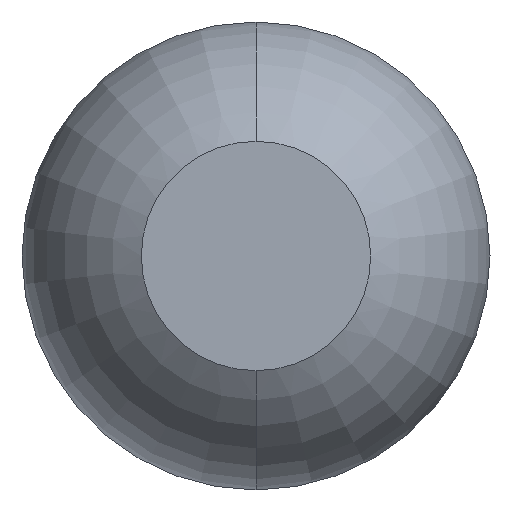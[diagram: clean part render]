
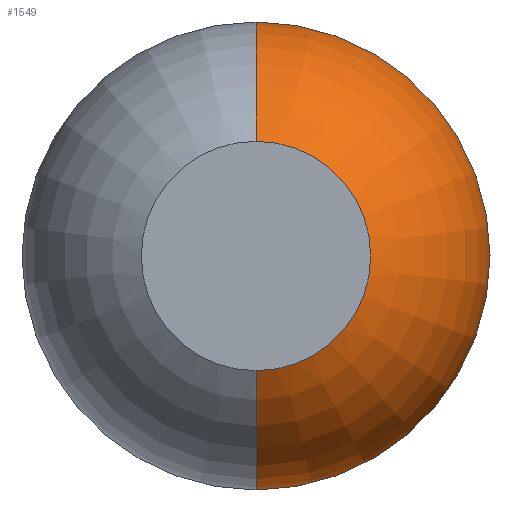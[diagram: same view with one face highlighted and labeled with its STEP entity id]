
A CAD part, front view. The second image highlights one B-rep face of the part: STEP entity #1549.
In plain terms, the highlighted toroidal (fillet/blend) face has major radius 0.01 mm and minor radius 0.5 mm.
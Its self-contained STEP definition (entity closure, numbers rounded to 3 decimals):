
#86 = CARTESIAN_POINT ( 'NONE',  ( 0., -26.961, 0. ) ) ;
#231 = DIRECTION ( 'NONE',  ( 0., 0., 1. ) ) ;
#244 = ORIENTED_EDGE ( 'NONE', *, *, #3014, .F. ) ;
#554 = VERTEX_POINT ( 'NONE', #3122 ) ;
#623 = CIRCLE ( 'NONE', #3604, 0.5 ) ;
#711 = AXIS2_PLACEMENT_3D ( 'NONE', #2505, #3155, #849 ) ;
#812 = VERTEX_POINT ( 'NONE', #2960 ) ;
#849 = DIRECTION ( 'NONE',  ( 0., 0., 1. ) ) ;
#1027 = EDGE_CURVE ( 'Defeature ausgef�hrt1_10+Defeature ausgef�hrt1_5+Defeature ausgef�hrt1_5+Defeature ausgef�hrt1_5', #812, #1277, #3054, .T. ) ;
#1182 = CIRCLE ( 'NONE', #3345, 0.51 ) ;
#1277 = VERTEX_POINT ( 'NONE', #1310 ) ;
#1310 = CARTESIAN_POINT ( 'NONE',  ( 0., -27.4, 0.25 ) ) ;
#1381 = AXIS2_PLACEMENT_3D ( 'NONE', #1428, #2604, #2925 ) ;
#1428 = CARTESIAN_POINT ( 'NONE',  ( 0., -26.961, -0.01 ) ) ;
#1500 = ORIENTED_EDGE ( 'NONE', *, *, #1027, .F. ) ;
#1549 = ADVANCED_FACE ( 'Defeature ausgef�hrt1_5', ( #2087 ), #2682, .T. ) ;
#1686 = DIRECTION ( 'NONE',  ( 0., 0., -1. ) ) ;
#1967 = VERTEX_POINT ( 'NONE', #2756 ) ;
#2078 = EDGE_CURVE ( 'NONE', #1277, #1967, #623, .T. ) ;
#2087 = FACE_OUTER_BOUND ( 'NONE', #2300, .T. ) ;
#2132 = EDGE_CURVE ( 'NONE', #812, #554, #2773, .T. ) ;
#2300 = EDGE_LOOP ( 'NONE', ( #1500, #2647, #244, #3480 ) ) ;
#2505 = CARTESIAN_POINT ( 'NONE',  ( 0., -26.961, 0. ) ) ;
#2559 = CARTESIAN_POINT ( 'NONE',  ( 0., -27.4, 0. ) ) ;
#2604 = DIRECTION ( 'NONE',  ( 1., 0., 0. ) ) ;
#2647 = ORIENTED_EDGE ( 'NONE', *, *, #2132, .T. ) ;
#2682 = TOROIDAL_SURFACE ( 'NONE', #711, 0.01, 0.5 ) ;
#2753 = AXIS2_PLACEMENT_3D ( 'NONE', #2559, #3444, #1686 ) ;
#2756 = CARTESIAN_POINT ( 'NONE',  ( 0., -26.961, 0.51 ) ) ;
#2773 = CIRCLE ( 'NONE', #1381, 0.5 ) ;
#2804 = CARTESIAN_POINT ( 'NONE',  ( 0., -26.961, 0.01 ) ) ;
#2925 = DIRECTION ( 'NONE',  ( 0., 0., -1. ) ) ;
#2960 = CARTESIAN_POINT ( 'NONE',  ( 0., -27.4, -0.25 ) ) ;
#3014 = EDGE_CURVE ( 'Defeature ausgef�hrt1_6+Defeature ausgef�hrt1_5+Defeature ausgef�hrt1_5+Defeature ausgef�hrt1_5', #1967, #554, #1182, .T. ) ;
#3054 = CIRCLE ( 'NONE', #2753, 0.25 ) ;
#3122 = CARTESIAN_POINT ( 'NONE',  ( 0., -26.961, -0.51 ) ) ;
#3155 = DIRECTION ( 'NONE',  ( 0., 1., 0. ) ) ;
#3344 = DIRECTION ( 'NONE',  ( 0., 0., 1. ) ) ;
#3345 = AXIS2_PLACEMENT_3D ( 'NONE', #86, #3563, #3344 ) ;
#3403 = DIRECTION ( 'NONE',  ( -1., 0., 0. ) ) ;
#3444 = DIRECTION ( 'NONE',  ( 0., -1., 0. ) ) ;
#3480 = ORIENTED_EDGE ( 'NONE', *, *, #2078, .F. ) ;
#3563 = DIRECTION ( 'NONE',  ( 0., 1., 0. ) ) ;
#3604 = AXIS2_PLACEMENT_3D ( 'NONE', #2804, #3403, #231 ) ;
